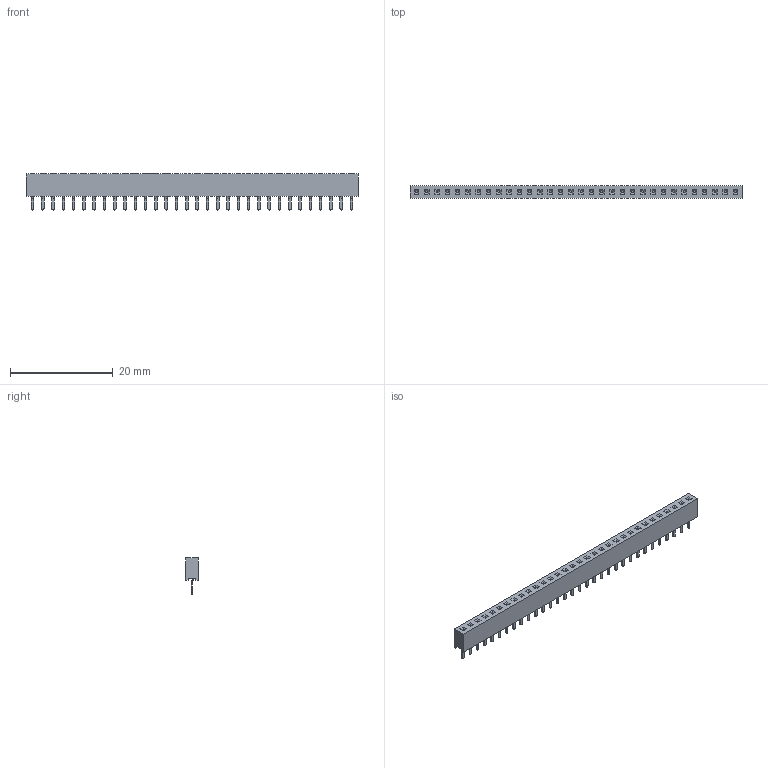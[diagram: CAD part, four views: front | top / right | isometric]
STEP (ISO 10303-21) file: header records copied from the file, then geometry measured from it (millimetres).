
FILE_DESCRIPTION(/* description */ ('Unknown'),/* implementation_level */ '2;1');
FILE_NAME(/* name */ '62003211821',/* time_stamp */ '2023-01-20T09:33:47+01:00',/* author */ ('Unknown'),/* organization */ ('Unknown'),/* preprocessor_version */ 'ST-DEVELOPER v16.7',/* originating_system */ 'Solid Edge',/* authorisation */ 'Unknown');
FILE_SCHEMA (('AUTOMOTIVE_DESIGN {1 0 10303 214 3 1 1}'));
Length unit declared in the file: millimetre
Products named in the file (3): 6200xx11821; 62003211821; 6200xx11821_PIN
Assembly tree (33 placements, depth 2):
  6200xx11821
    62003211821
    6200xx11821_PIN  x32
Bounding box: 64.5 x 2.5 x 7 mm (x, y, z)
Volume: 490.8 mm3; surface area: 2260.4 mm2
Topology: 33 solids, 33 shells, 2570 faces, 7000 edges, 4496 vertices
Faces by surface type: plane 1514, cylinder 928, bspline 128
Entity records: 14440 total; most frequent: CARTESIAN_POINT 2566, ORIENTED_EDGE 2468, DIRECTION 2268, EDGE_CURVE 1234, LINE 1168, VECTOR 1168, VERTEX_POINT 776, AXIS2_PLACEMENT_3D 550
